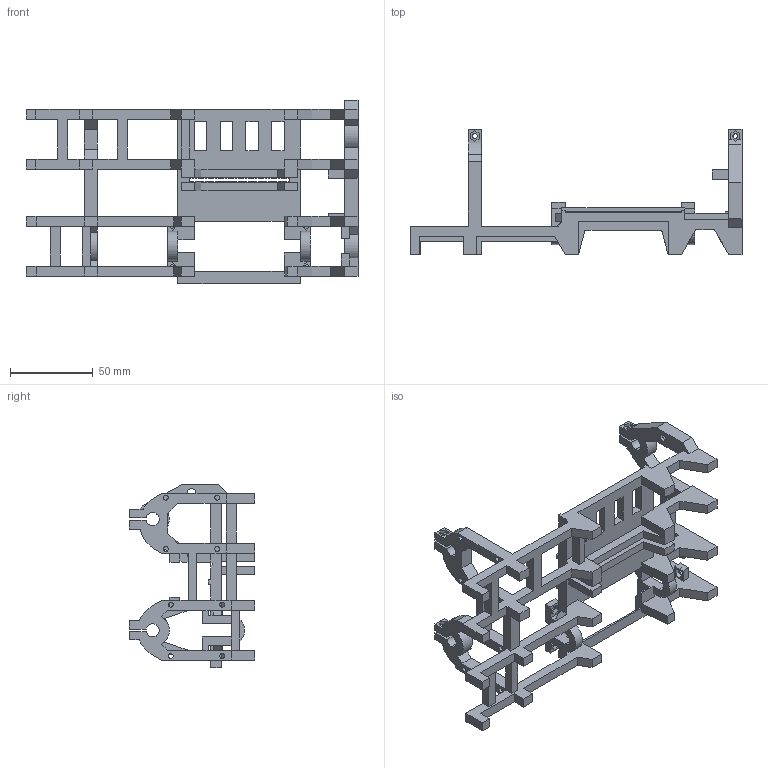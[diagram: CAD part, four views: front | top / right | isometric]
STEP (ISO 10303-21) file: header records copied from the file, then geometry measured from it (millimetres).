
FILE_DESCRIPTION (( 'STEP AP214' ), '1' );
FILE_NAME ('菁釱.STEP', '2023-05-28T15:45:16', ( '' ), ( '' ), 'SwSTEP 2.0', 'SolidWorks 2021', '' );
FILE_SCHEMA (( 'AUTOMOTIVE_DESIGN' ));
Length unit declared in the file: millimetre
Products named in the file (1): 菁釱
Bounding box: 200.1 x 75.37 x 110.5 mm (x, y, z)
Volume: 111910.7 mm3; surface area: 66617 mm2
Topology: 1 solids, 1 shells, 594 faces, 1809 edges, 1200 vertices
Faces by surface type: plane 428, cylinder 166
Entity records: 20331 total; most frequent: CARTESIAN_POINT 3646, ORIENTED_EDGE 3618, DIRECTION 3317, EDGE_CURVE 1809, LINE 1463, VECTOR 1463, VERTEX_POINT 1200, AXIS2_PLACEMENT_3D 927
